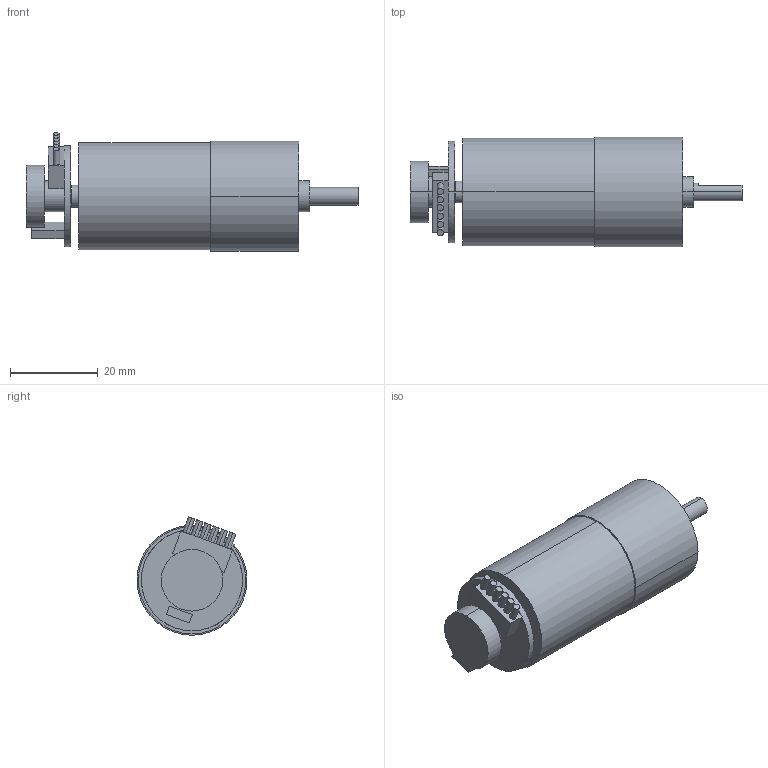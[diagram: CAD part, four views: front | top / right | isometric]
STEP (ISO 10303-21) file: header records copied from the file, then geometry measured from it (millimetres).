
FILE_DESCRIPTION (( 'STEP AP203' ), '1' );
FILE_NAME ('DCmotorr.stp_Default_sldprt.STEP', '2025-11-03T17:15:51', ( '' ), ( '' ), 'SwSTEP 2.0', 'SolidWorks 2025', '' );
FILE_SCHEMA (( 'CONFIG_CONTROL_DESIGN' ));
Length unit declared in the file: millimetre
Products named in the file (1): DCmotorr.stp_Default_sldprt
Bounding box: 75.5 x 25 x 26.92 mm (x, y, z)
Volume: 25884 mm3; surface area: 6895.4 mm2
Topology: 1 solids, 1 shells, 65 faces, 134 edges, 88 vertices
Faces by surface type: cylinder 34, plane 31
Entity records: 1825 total; most frequent: DIRECTION 338, CARTESIAN_POINT 288, ORIENTED_EDGE 268, AXIS2_PLACEMENT_3D 138, EDGE_CURVE 134, VERTEX_POINT 88, EDGE_LOOP 82, CIRCLE 72
